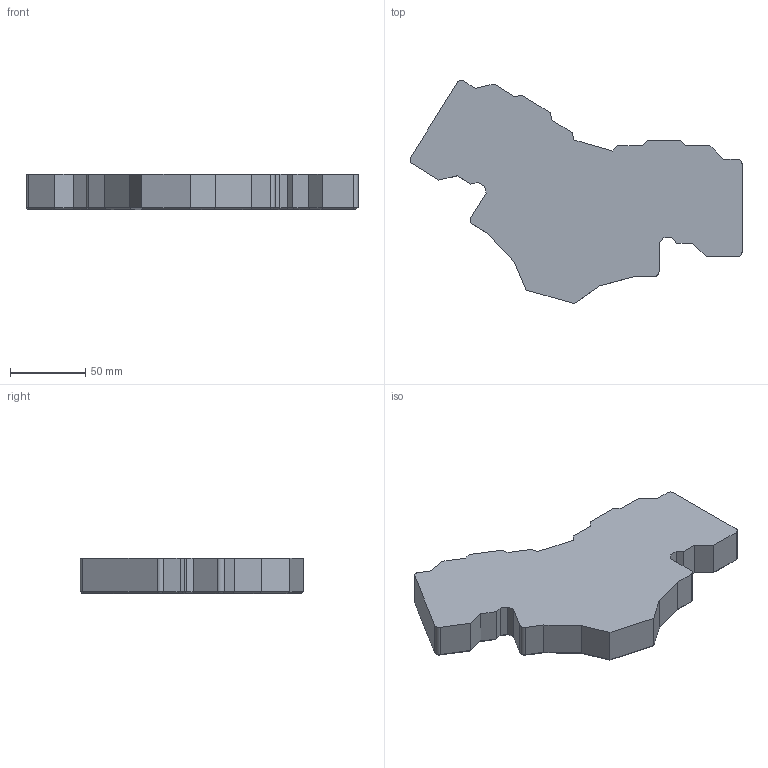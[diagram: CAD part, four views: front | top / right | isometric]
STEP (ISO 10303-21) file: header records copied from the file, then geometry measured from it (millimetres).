
FILE_DESCRIPTION(/* description */ ('','CAx-IF Rec.Pracs.---Representation and Presentation of Product Manufacturing Information (PMI)---4.0---2014-10-13'),/* implementation_level */ '2;1');
FILE_NAME(/* name */ 'case.step',/* time_stamp */ '2025-03-21T20:55:31+01:00',/* author */ (''),/* organization */ (''),/* preprocessor_version */ 'ST-DEVELOPER v20',/* originating_system */ 'Autodesk Translation Framework v13.20.0.188',/* authorisation */ '');
FILE_SCHEMA (('AP242_MANAGED_MODEL_BASED_3D_ENGINEERING_MIM_LF { 1 0 10303 442 1 1 4 }'));
Length unit declared in the file: millimetre
Products named in the file (1): iridiumhawk
Bounding box: 220.09 x 148.07 x 23.6 mm (x, y, z)
Volume: 117037.5 mm3; surface area: 65601.3 mm2
Topology: 1 solids, 1 shells, 231 faces, 585 edges, 372 vertices
Faces by surface type: plane 195, cylinder 22, cone 14
Full cylindrical faces by diameter (mm): 3 x8, 4.5 x6, 4.61 x2
Entity records: 6822 total; most frequent: CARTESIAN_POINT 1189, ORIENTED_EDGE 1170, DIRECTION 1107, EDGE_CURVE 585, LINE 527, VECTOR 527, VERTEX_POINT 372, AXIS2_PLACEMENT_3D 290
